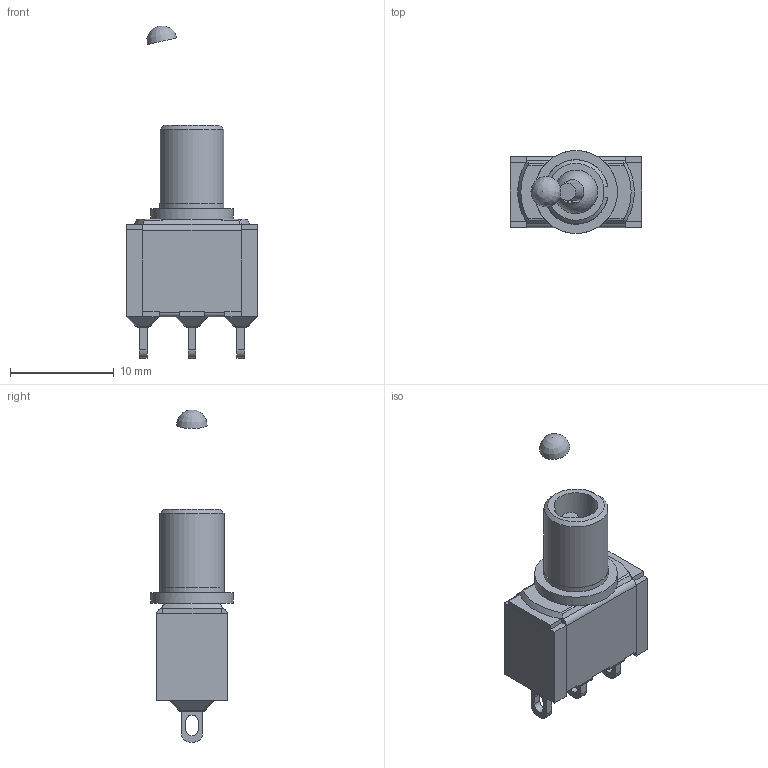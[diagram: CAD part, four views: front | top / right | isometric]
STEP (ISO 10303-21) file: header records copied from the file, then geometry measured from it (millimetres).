
FILE_DESCRIPTION(/* description */ (''),/* implementation_level */ '2;1');
FILE_NAME(/* name */ '100SPxT1B6M1xE.stp',/* time_stamp */ '2026-01-15T13:57:53-06:00',/* author */ ('jmeyers'),/* organization */ (''),/* preprocessor_version */ 'ST-DEVELOPER v18.1',/* originating_system */ 'Autodesk Inventor 2022',/* authorisation */ '');
FILE_SCHEMA (('AUTOMOTIVE_DESIGN { 1 0 10303 214 3 1 1 }'));
Length unit declared in the file: inch
Products named in the file (1): Part56
Bounding box: 12.7 x 7.98 x 31.95 mm (x, y, z)
Volume: 1113.3 mm3; surface area: 1118.4 mm2
Topology: 1 solids, 8 shells, 251 faces, 629 edges, 376 vertices
Faces by surface type: plane 168, cylinder 60, sphere 14, cone 5, bspline 4
Full cylindrical faces by diameter (mm): 1.65 x1, 4.2 x2, 7.98 x1
Entity records: 7531 total; most frequent: CARTESIAN_POINT 1511, DIRECTION 1244, ORIENTED_EDGE 1234, EDGE_CURVE 617, LINE 434, VECTOR 434, AXIS2_PLACEMENT_3D 405, VERTEX_POINT 376
